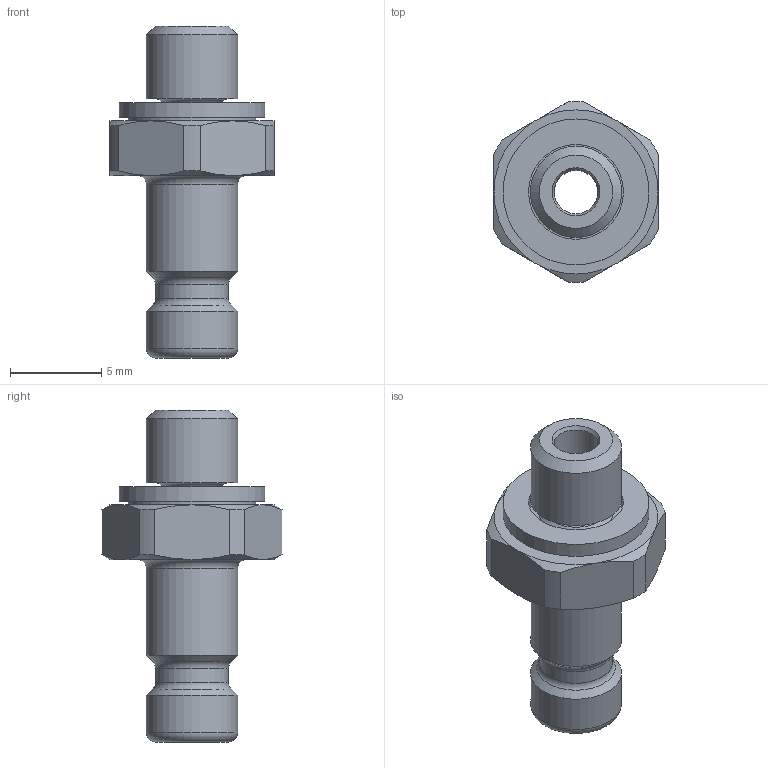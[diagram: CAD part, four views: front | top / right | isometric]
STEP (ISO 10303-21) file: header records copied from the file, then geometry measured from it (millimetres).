
FILE_DESCRIPTION(/* description */ ('STEP AP214'),/* implementation_level */ '2;1');
FILE_NAME(/* name */ '531658_KS2-M5-A',/* time_stamp */ '2024-08-29T08:44:59+02:00',/* author */ ('License CC BY-ND 4.0'),/* organization */ ('CADENAS'),/* preprocessor_version */ 'ST-DEVELOPER v19.3',/* originating_system */ 'PARTsolutions',/* authorisation */ ' ');
FILE_SCHEMA (('AUTOMOTIVE_DESIGN {1 0 10303 214 3 1 1}'));
Length unit declared in the file: millimetre
Products named in the file (1): 531658 KS2-M5-A
Bounding box: 9 x 9.9 x 18.2 mm (x, y, z)
Volume: 426.2 mm3; surface area: 651.1 mm2
Topology: 1 solids, 1 shells, 50 faces, 103 edges, 61 vertices
Faces by surface type: cone 17, cylinder 14, plane 14, torus 5
Full cylindrical faces by diameter (mm): 2.4 x1, 4 x1, 5 x3, 5.2 x1, 7 x1, 8 x1
Entity records: 1280 total; most frequent: CARTESIAN_POINT 269, DIRECTION 212, ORIENTED_EDGE 170, AXIS2_PLACEMENT_3D 100, EDGE_CURVE 85, EDGE_LOOP 76, FACE_BOUND 76, VERTEX_POINT 61
